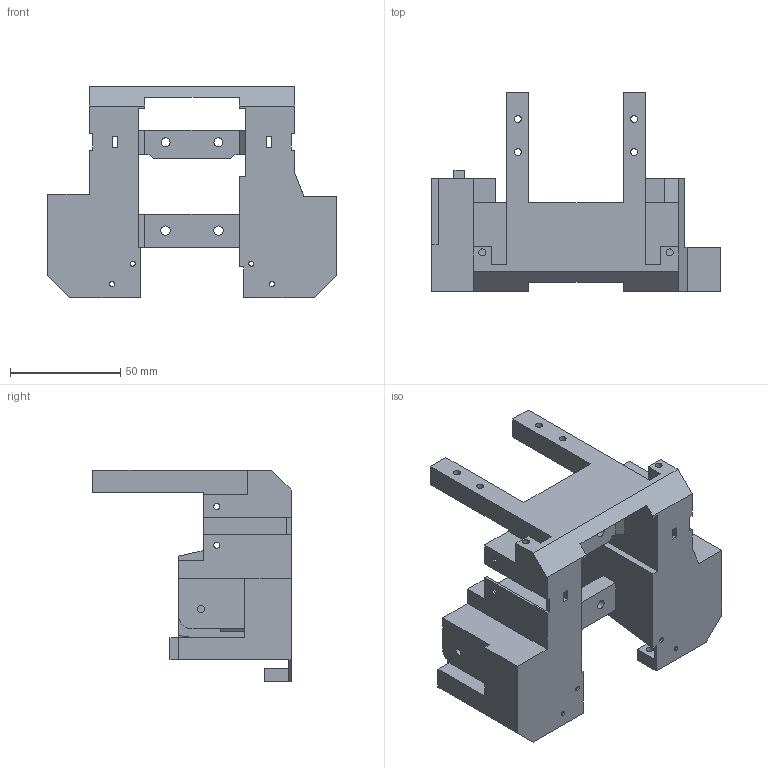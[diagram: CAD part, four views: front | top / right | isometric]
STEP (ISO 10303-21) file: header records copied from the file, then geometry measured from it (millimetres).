
FILE_DESCRIPTION(/* description */ (''),/* implementation_level */ '2;1');
FILE_NAME(/* name */ 'MainBracing.step',/* time_stamp */ '2023-10-22T19:15:43+02:00',/* author */ (''),/* organization */ (''),/* preprocessor_version */ 'ST-DEVELOPER v20',/* originating_system */ 'Autodesk Translation Framework v12.9.0.99',/* authorisation */ '');
FILE_SCHEMA (('AUTOMOTIVE_DESIGN { 1 0 10303 214 3 1 1 }'));
Length unit declared in the file: millimetre
Products named in the file (1): MainBracing
Bounding box: 131 x 90 x 96 mm (x, y, z)
Volume: 118046.5 mm3; surface area: 62983.6 mm2
Topology: 1 solids, 1 shells, 285 faces, 781 edges, 512 vertices
Faces by surface type: plane 237, cylinder 48
Full cylindrical faces by diameter (mm): 2.3 x4, 2.8 x8, 3.1 x3, 3.2 x23, 3.3 x1, 4.1 x2, 4.2 x2
Entity records: 9060 total; most frequent: CARTESIAN_POINT 1579, ORIENTED_EDGE 1562, DIRECTION 1449, EDGE_CURVE 781, LINE 685, VECTOR 685, VERTEX_POINT 512, AXIS2_PLACEMENT_3D 382
